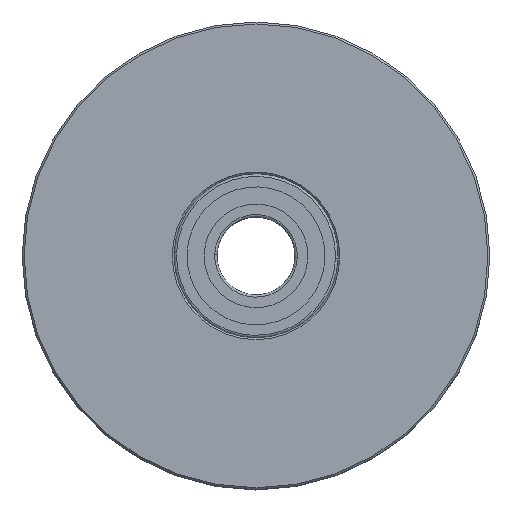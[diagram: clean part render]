
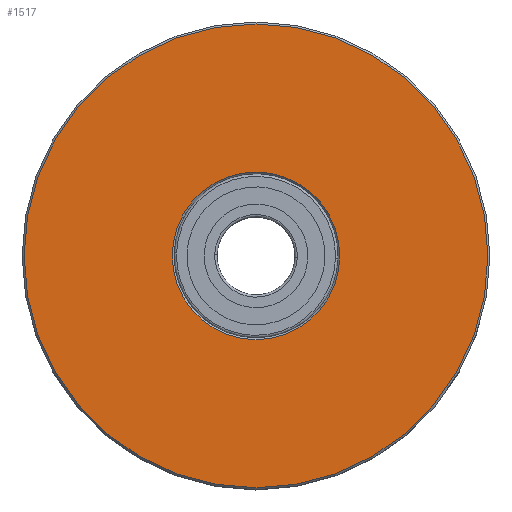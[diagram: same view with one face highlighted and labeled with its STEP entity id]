
A CAD part, top view. The second image highlights one B-rep face of the part: STEP entity #1517.
In plain terms, the highlighted planar face has unit normal (0, 0, 1).
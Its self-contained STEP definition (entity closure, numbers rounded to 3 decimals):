
#115 = EDGE_CURVE ( 'NONE', #1917, #5823, #454, .T. ) ;
#185 = CARTESIAN_POINT ( 'NONE',  ( 21.5, 0., 20. ) ) ;
#454 = CIRCLE ( 'NONE', #2086, 21.5 ) ;
#552 = AXIS2_PLACEMENT_3D ( 'NONE', #4256, #2802, #5575 ) ;
#1079 = EDGE_CURVE ( 'NONE', #3732, #4568, #2195, .T. ) ;
#1128 = AXIS2_PLACEMENT_3D ( 'NONE', #3747, #2043, #5607 ) ;
#1402 = FACE_BOUND ( 'NONE', #1907, .T. ) ;
#1448 = AXIS2_PLACEMENT_3D ( 'NONE', #1467, #4278, #4184 ) ;
#1467 = CARTESIAN_POINT ( 'NONE',  ( 0., 21., 20. ) ) ;
#1486 = EDGE_CURVE ( 'NONE', #4568, #3732, #4714, .T. ) ;
#1517 = ADVANCED_FACE ( 'NONE', ( #1402, #3180 ), #5039, .F. ) ;
#1542 = AXIS2_PLACEMENT_3D ( 'NONE', #5777, #5451, #2221 ) ;
#1611 = CIRCLE ( 'NONE', #552, 21.5 ) ;
#1907 = EDGE_LOOP ( 'NONE', ( #2818, #5939 ) ) ;
#1917 = VERTEX_POINT ( 'NONE', #3465 ) ;
#2043 = DIRECTION ( 'NONE',  ( 0., 0., 1. ) ) ;
#2086 = AXIS2_PLACEMENT_3D ( 'NONE', #3728, #3283, #5592 ) ;
#2195 = CIRCLE ( 'NONE', #1128, 59.5 ) ;
#2221 = DIRECTION ( 'NONE',  ( -1., 0., 0. ) ) ;
#2423 = ORIENTED_EDGE ( 'NONE', *, *, #1486, .T. ) ;
#2802 = DIRECTION ( 'NONE',  ( 0., 0., -1. ) ) ;
#2818 = ORIENTED_EDGE ( 'NONE', *, *, #4669, .T. ) ;
#3180 = FACE_OUTER_BOUND ( 'NONE', #3208, .T. ) ;
#3208 = EDGE_LOOP ( 'NONE', ( #4649, #2423 ) ) ;
#3283 = DIRECTION ( 'NONE',  ( 0., 0., -1. ) ) ;
#3465 = CARTESIAN_POINT ( 'NONE',  ( -21.5, 0., 20. ) ) ;
#3728 = CARTESIAN_POINT ( 'NONE',  ( 0., 0., 20. ) ) ;
#3732 = VERTEX_POINT ( 'NONE', #5412 ) ;
#3747 = CARTESIAN_POINT ( 'NONE',  ( 0., 0., 20. ) ) ;
#3868 = CARTESIAN_POINT ( 'NONE',  ( 59.5, 0., 20. ) ) ;
#4184 = DIRECTION ( 'NONE',  ( -1., 0., 0. ) ) ;
#4256 = CARTESIAN_POINT ( 'NONE',  ( 0., 0., 20. ) ) ;
#4278 = DIRECTION ( 'NONE',  ( 0., 0., -1. ) ) ;
#4568 = VERTEX_POINT ( 'NONE', #3868 ) ;
#4649 = ORIENTED_EDGE ( 'NONE', *, *, #1079, .T. ) ;
#4669 = EDGE_CURVE ( 'NONE', #5823, #1917, #1611, .T. ) ;
#4714 = CIRCLE ( 'NONE', #1542, 59.5 ) ;
#5039 = PLANE ( 'NONE',  #1448 ) ;
#5412 = CARTESIAN_POINT ( 'NONE',  ( -59.5, 0., 20. ) ) ;
#5451 = DIRECTION ( 'NONE',  ( 0., 0., 1. ) ) ;
#5575 = DIRECTION ( 'NONE',  ( -1., 0., 0. ) ) ;
#5592 = DIRECTION ( 'NONE',  ( -1., 0., 0. ) ) ;
#5607 = DIRECTION ( 'NONE',  ( -1., 0., 0. ) ) ;
#5777 = CARTESIAN_POINT ( 'NONE',  ( 0., 0., 20. ) ) ;
#5823 = VERTEX_POINT ( 'NONE', #185 ) ;
#5939 = ORIENTED_EDGE ( 'NONE', *, *, #115, .T. ) ;
